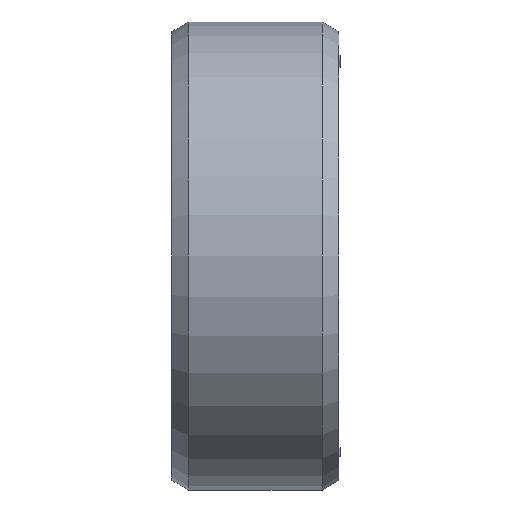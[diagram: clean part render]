
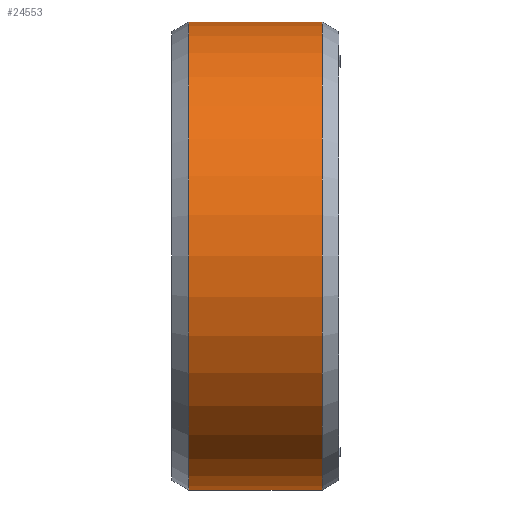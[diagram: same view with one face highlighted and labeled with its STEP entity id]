
A CAD part, left-side view. The second image highlights one B-rep face of the part: STEP entity #24553.
In plain terms, the highlighted cylindrical face has radius 14 mm (diameter 28 mm), a partial arc.
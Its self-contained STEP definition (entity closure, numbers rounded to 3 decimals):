
#23863=DIRECTION('',(0.,1.,0.));
#23864=VECTOR('',#23863,8.);
#23865=CARTESIAN_POINT('',(0.,-4.,-14.));
#23866=LINE('',#23865,#23864);
#23870=DIRECTION('',(0.,1.,0.));
#23871=VECTOR('',#23870,8.);
#23872=CARTESIAN_POINT('',(0.,-4.,14.));
#23873=LINE('',#23872,#23871);
#23877=CARTESIAN_POINT('',(0.,-4.,0.));
#23878=DIRECTION('',(0.,1.,0.));
#23879=DIRECTION('',(0.,0.,-1.));
#23880=AXIS2_PLACEMENT_3D('',#23877,#23878,#23879);
#23915=CARTESIAN_POINT('',(0.,4.,0.));
#23916=DIRECTION('',(0.,1.,0.));
#23917=DIRECTION('',(0.,0.,-1.));
#23918=AXIS2_PLACEMENT_3D('',#23915,#23916,#23917);
#23948=CARTESIAN_POINT('',(0.,-4.,-14.));
#23950=VERTEX_POINT('',#23948);
#23951=CARTESIAN_POINT('',(0.,4.,-14.));
#23952=VERTEX_POINT('',#23951);
#23980=CARTESIAN_POINT('',(0.,-4.,14.));
#23982=VERTEX_POINT('',#23980);
#23983=CARTESIAN_POINT('',(0.,4.,14.));
#23984=VERTEX_POINT('',#23983);
#24539=CARTESIAN_POINT('',(0.,14.493,0.));
#24540=DIRECTION('',(0.,-1.,0.));
#24541=DIRECTION('',(0.,0.,1.));
#24542=AXIS2_PLACEMENT_3D('',#24539,#24540,#24541);
#24543=CYLINDRICAL_SURFACE('',#24542,14.);
#24545=ORIENTED_EDGE('',*,*,#24544,.T.);
#24547=ORIENTED_EDGE('',*,*,#24546,.T.);
#24549=ORIENTED_EDGE('',*,*,#24548,.F.);
#24550=ORIENTED_EDGE('',*,*,#24525,.F.);
#24551=EDGE_LOOP('',(#24545,#24547,#24549,#24550));
#24552=FACE_OUTER_BOUND('',#24551,.F.);
#23881=CIRCLE('',#23880,14.);
#23919=CIRCLE('',#23918,14.);
#24525=EDGE_CURVE('',#23950,#23982,#23881,.T.);
#24544=EDGE_CURVE('',#23950,#23952,#23866,.T.);
#24546=EDGE_CURVE('',#23952,#23984,#23919,.T.);
#24548=EDGE_CURVE('',#23982,#23984,#23873,.T.);
#24553=ADVANCED_FACE('',(#24552),#24543,.T.);
